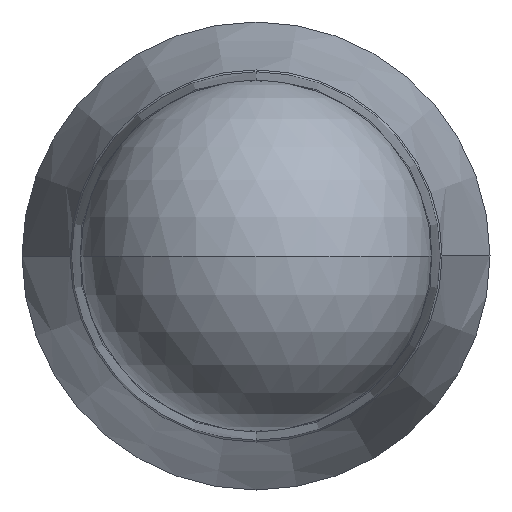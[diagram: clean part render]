
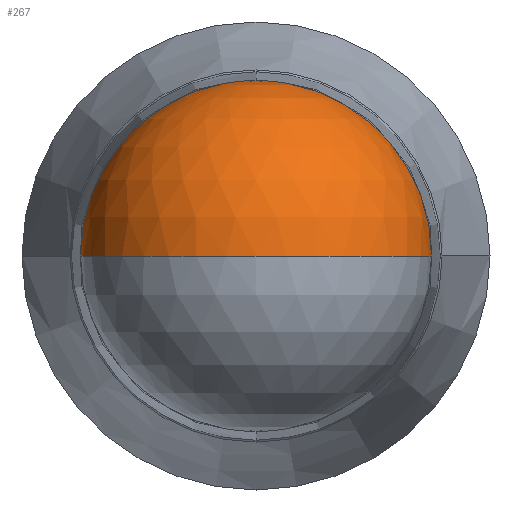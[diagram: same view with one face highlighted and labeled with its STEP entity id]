
A CAD part, front view. The second image highlights one B-rep face of the part: STEP entity #267.
In plain terms, the highlighted spherical face has radius 2.381 mm.
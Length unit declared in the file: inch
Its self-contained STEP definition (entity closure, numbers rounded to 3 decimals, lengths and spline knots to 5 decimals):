
#67 = AXIS2_PLACEMENT_3D ( 'NONE', #96, #204, #254 ) ;
#96 = CARTESIAN_POINT ( 'NONE',  ( 0., 0.09375, 0. ) ) ;
#104 = EDGE_CURVE ( 'NONE', #314, #249, #212, .T. ) ;
#106 = CIRCLE ( 'NONE', #132, 0.09375 ) ;
#129 = ORIENTED_EDGE ( 'NONE', *, *, #176, .F. ) ;
#132 = AXIS2_PLACEMENT_3D ( 'NONE', #331, #260, #348 ) ;
#137 = DIRECTION ( 'NONE',  ( -1., 0., 0. ) ) ;
#152 = CARTESIAN_POINT ( 'NONE',  ( 0., 0.09294, 0.09375 ) ) ;
#167 = CARTESIAN_POINT ( 'NONE',  ( 0., 0.09294, 0. ) ) ;
#169 = AXIS2_PLACEMENT_3D ( 'NONE', #471, #404, #319 ) ;
#176 = EDGE_CURVE ( 'NONE', #500, #249, #304, .T. ) ;
#204 = DIRECTION ( 'NONE',  ( 0., 0., 1. ) ) ;
#212 = CIRCLE ( 'NONE', #67, 0.09375 ) ;
#241 = DIRECTION ( 'NONE',  ( 0., 0., -1. ) ) ;
#249 = VERTEX_POINT ( 'NONE', #429 ) ;
#250 = AXIS2_PLACEMENT_3D ( 'NONE', #333, #340, #137 ) ;
#254 = DIRECTION ( 'NONE',  ( 1., 0., 0. ) ) ;
#260 = DIRECTION ( 'NONE',  ( 0., -1., 0. ) ) ;
#267 = ADVANCED_FACE ( 'NONE', ( #276 ), #402, .T. ) ;
#276 = FACE_OUTER_BOUND ( 'NONE', #332, .T. ) ;
#282 = CARTESIAN_POINT ( 'NONE',  ( -0.09375, 0.09294, 0. ) ) ;
#285 = ORIENTED_EDGE ( 'NONE', *, *, #336, .T. ) ;
#304 = CIRCLE ( 'NONE', #250, 0.09375 ) ;
#314 = VERTEX_POINT ( 'NONE', #282 ) ;
#319 = DIRECTION ( 'NONE',  ( -1., 0., 0. ) ) ;
#331 = CARTESIAN_POINT ( 'NONE',  ( 0., 0.09294, 0. ) ) ;
#332 = EDGE_LOOP ( 'NONE', ( #129, #285, #455, #355 ) ) ;
#333 = CARTESIAN_POINT ( 'NONE',  ( 0., 0.09375, 0. ) ) ;
#336 = EDGE_CURVE ( 'NONE', #500, #436, #392, .T. ) ;
#340 = DIRECTION ( 'NONE',  ( 0., 0., -1. ) ) ;
#348 = DIRECTION ( 'NONE',  ( 0., 0., -1. ) ) ;
#349 = DIRECTION ( 'NONE',  ( 0., -1., 0. ) ) ;
#355 = ORIENTED_EDGE ( 'NONE', *, *, #104, .T. ) ;
#392 = CIRCLE ( 'NONE', #475, 0.09375 ) ;
#395 = EDGE_CURVE ( 'NONE', #436, #314, #106, .T. ) ;
#402 = SPHERICAL_SURFACE ( 'NONE', #169, 0.09375 ) ;
#404 = DIRECTION ( 'NONE',  ( 0., 0., -1. ) ) ;
#429 = CARTESIAN_POINT ( 'NONE',  ( 0., 0., 0. ) ) ;
#436 = VERTEX_POINT ( 'NONE', #152 ) ;
#454 = CARTESIAN_POINT ( 'NONE',  ( 0.09375, 0.09294, 0. ) ) ;
#455 = ORIENTED_EDGE ( 'NONE', *, *, #395, .T. ) ;
#471 = CARTESIAN_POINT ( 'NONE',  ( 0., 0.09375, 0. ) ) ;
#475 = AXIS2_PLACEMENT_3D ( 'NONE', #167, #349, #241 ) ;
#500 = VERTEX_POINT ( 'NONE', #454 ) ;
